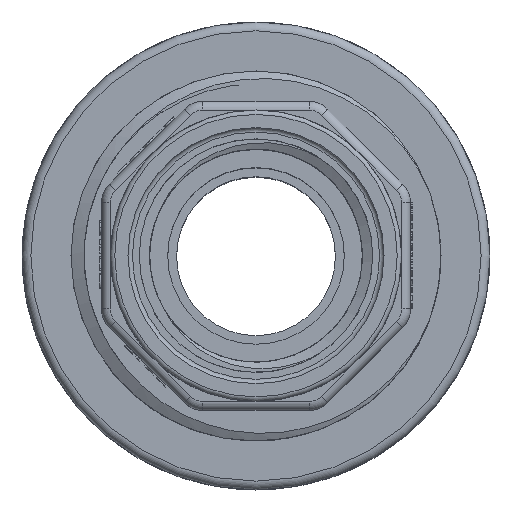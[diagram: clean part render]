
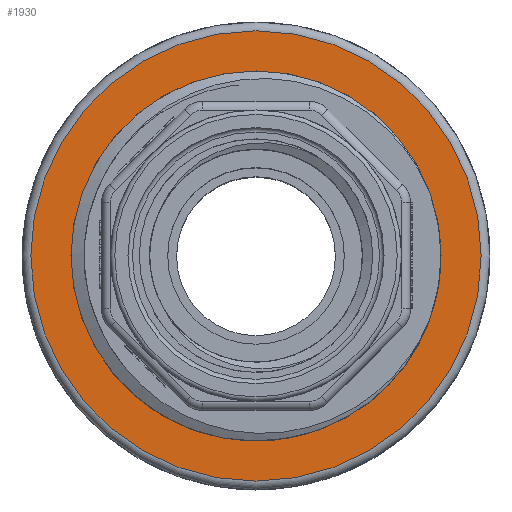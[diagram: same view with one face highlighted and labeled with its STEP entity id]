
A CAD part, top view. The second image highlights one B-rep face of the part: STEP entity #1930.
In plain terms, the highlighted planar face has unit normal (0, 0, 1).
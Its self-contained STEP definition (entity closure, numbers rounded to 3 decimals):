
#1930=ADVANCED_FACE('',(#4547,#4548),#2497,.T.);
#2497=PLANE('',#16315);
#4387=CIRCLE('',#16312,20.955);
#4388=CIRCLE('',#16314,25.5);
#4547=FACE_BOUND('',#5260,.T.);
#4548=FACE_BOUND('',#5261,.T.);
#5260=EDGE_LOOP('',(#8833));
#5261=EDGE_LOOP('',(#8834));
#8833=ORIENTED_EDGE('',*,*,#13351,.T.);
#8834=ORIENTED_EDGE('',*,*,#13350,.T.);
#11315=VERTEX_POINT('',#33100);
#11316=VERTEX_POINT('',#33647);
#13350=EDGE_CURVE('',#11315,#11315,#4387,.T.);
#13351=EDGE_CURVE('',#11316,#11316,#4388,.T.);
#16312=AXIS2_PLACEMENT_3D('',#33099,#18509,#18510);
#16314=AXIS2_PLACEMENT_3D('',#33646,#18513,#18514);
#16315=AXIS2_PLACEMENT_3D('',#33648,#18515,#18516);
#18509=DIRECTION('',(0.,0.,-1.));
#18510=DIRECTION('',(1.,0.,0.));
#18513=DIRECTION('',(0.,0.,1.));
#18514=DIRECTION('',(1.,0.,0.));
#18515=DIRECTION('',(0.,0.,1.));
#18516=DIRECTION('',(1.,0.,0.));
#33099=CARTESIAN_POINT('',(64.,0.,20.95));
#33100=CARTESIAN_POINT('',(84.955,0.,20.95));
#33646=CARTESIAN_POINT('',(64.,0.,20.95));
#33647=CARTESIAN_POINT('',(89.5,0.,20.95));
#33648=CARTESIAN_POINT('',(64.,0.,20.95));
